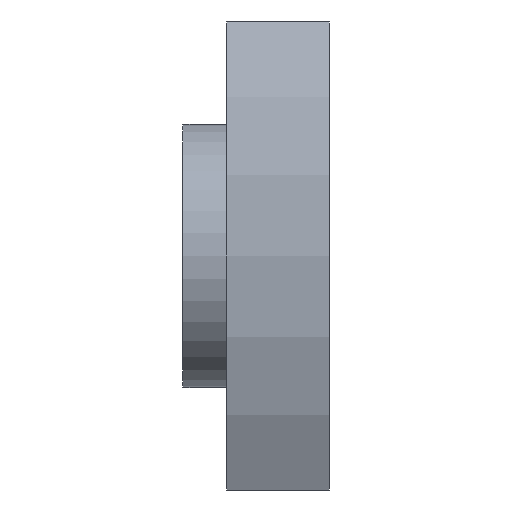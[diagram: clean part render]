
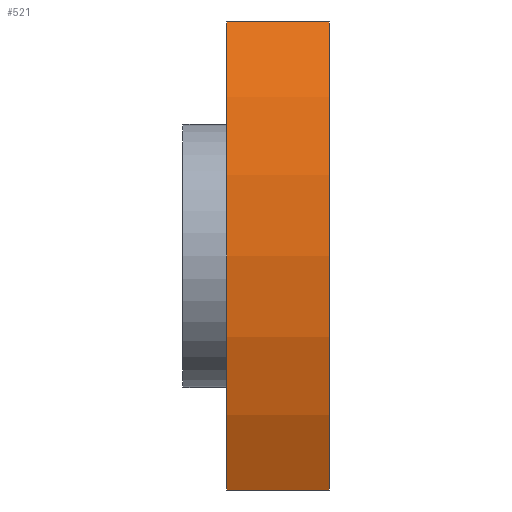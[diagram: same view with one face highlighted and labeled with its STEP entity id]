
A CAD part, left-side view. The second image highlights one B-rep face of the part: STEP entity #521.
In plain terms, the highlighted cylindrical face has radius 17.5 mm (diameter 35 mm), a partial arc.
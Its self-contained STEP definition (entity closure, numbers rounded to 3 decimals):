
#5 = CARTESIAN_POINT ( 'NONE',  ( -20., 0., 0. ) ) ;
#14 = CIRCLE ( 'NONE', #308, 17.5 ) ;
#18 = DIRECTION ( 'NONE',  ( 0., 0., 1. ) ) ;
#36 = LINE ( 'NONE', #206, #248 ) ;
#70 = CIRCLE ( 'NONE', #143, 17.5 ) ;
#73 = DIRECTION ( 'NONE',  ( 0., -1., 0. ) ) ;
#109 = EDGE_CURVE ( 'NONE', #492, #310, #70, .T. ) ;
#119 = ORIENTED_EDGE ( 'NONE', *, *, #264, .T. ) ;
#143 = AXIS2_PLACEMENT_3D ( 'NONE', #5, #387, #265 ) ;
#147 = ORIENTED_EDGE ( 'NONE', *, *, #109, .T. ) ;
#149 = CARTESIAN_POINT ( 'NONE',  ( -35.564, 0., -8. ) ) ;
#152 = CYLINDRICAL_SURFACE ( 'NONE', #237, 17.5 ) ;
#154 = CARTESIAN_POINT ( 'NONE',  ( -20., 3.5, 0. ) ) ;
#186 = DIRECTION ( 'NONE',  ( 0., -1., 0. ) ) ;
#206 = CARTESIAN_POINT ( 'NONE',  ( -35.564, 3.5, -8. ) ) ;
#237 = AXIS2_PLACEMENT_3D ( 'NONE', #154, #73, #313 ) ;
#242 = VERTEX_POINT ( 'NONE', #288 ) ;
#248 = VECTOR ( 'NONE', #374, 1000. ) ;
#264 = EDGE_CURVE ( 'NONE', #495, #492, #36, .T. ) ;
#265 = DIRECTION ( 'NONE',  ( 0., 0., 1. ) ) ;
#269 = CARTESIAN_POINT ( 'NONE',  ( -35.564, 0., 8. ) ) ;
#285 = CARTESIAN_POINT ( 'NONE',  ( -20., 3.5, 0. ) ) ;
#288 = CARTESIAN_POINT ( 'NONE',  ( -35.564, 3.5, 8. ) ) ;
#308 = AXIS2_PLACEMENT_3D ( 'NONE', #285, #533, #18 ) ;
#310 = VERTEX_POINT ( 'NONE', #269 ) ;
#313 = DIRECTION ( 'NONE',  ( 0., 0., -1. ) ) ;
#317 = EDGE_LOOP ( 'NONE', ( #147, #499, #450, #119 ) ) ;
#351 = CARTESIAN_POINT ( 'NONE',  ( -35.564, 3.5, -8. ) ) ;
#374 = DIRECTION ( 'NONE',  ( 0., -1., 0. ) ) ;
#387 = DIRECTION ( 'NONE',  ( 0., 1., 0. ) ) ;
#450 = ORIENTED_EDGE ( 'NONE', *, *, #531, .F. ) ;
#479 = FACE_OUTER_BOUND ( 'NONE', #317, .T. ) ;
#486 = LINE ( 'NONE', #489, #547 ) ;
#489 = CARTESIAN_POINT ( 'NONE',  ( -35.564, 3.5, 8. ) ) ;
#492 = VERTEX_POINT ( 'NONE', #149 ) ;
#495 = VERTEX_POINT ( 'NONE', #351 ) ;
#499 = ORIENTED_EDGE ( 'NONE', *, *, #508, .F. ) ;
#508 = EDGE_CURVE ( 'NONE', #242, #310, #486, .T. ) ;
#521 = ADVANCED_FACE ( 'NONE', ( #479 ), #152, .T. ) ;
#531 = EDGE_CURVE ( 'NONE', #495, #242, #14, .T. ) ;
#533 = DIRECTION ( 'NONE',  ( 0., 1., 0. ) ) ;
#547 = VECTOR ( 'NONE', #186, 1000. ) ;
